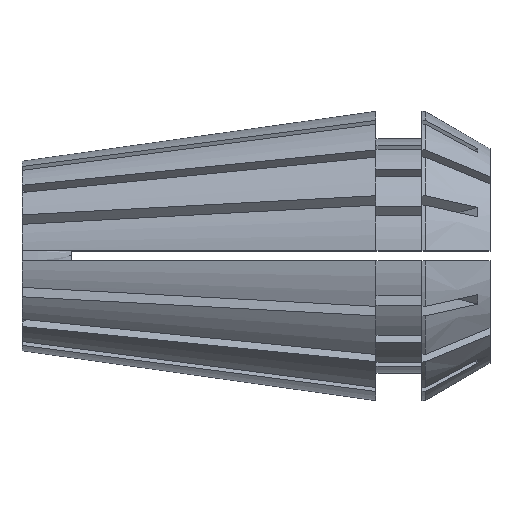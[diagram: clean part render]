
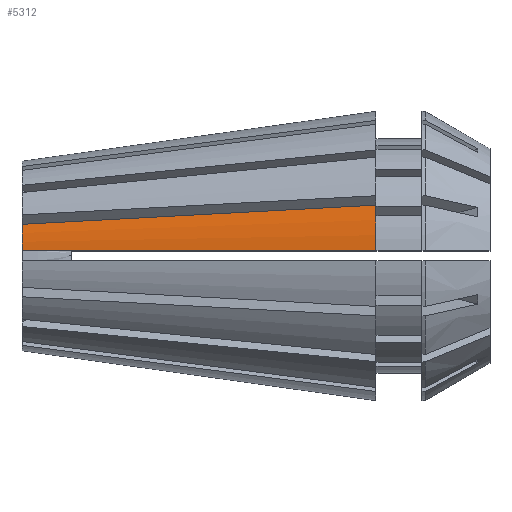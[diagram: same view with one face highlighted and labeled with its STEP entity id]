
A CAD part, top view. The second image highlights one B-rep face of the part: STEP entity #5312.
In plain terms, the highlighted conical face has half-angle 8 degrees and reference radius 8.5 mm.
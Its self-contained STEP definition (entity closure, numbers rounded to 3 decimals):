
#62 = CARTESIAN_POINT ( 'NONE',  ( 14.568, 0.3, 7.619 ) ) ;
#393 = VERTEX_POINT ( 'NONE', #4749 ) ;
#428 = CIRCLE ( 'NONE', #3542, 5.577 ) ;
#634 = DIRECTION ( 'NONE',  ( 0., 0., -1. ) ) ;
#790 = AXIS2_PLACEMENT_3D ( 'NONE', #822, #3865, #1250 ) ;
#822 = CARTESIAN_POINT ( 'NONE',  ( 20.8, 0., 0. ) ) ;
#897 = CARTESIAN_POINT ( 'NONE',  ( 20.8, 0.3, 8.495 ) ) ;
#957 = ORIENTED_EDGE ( 'NONE', *, *, #1439, .F. ) ;
#1067 = B_SPLINE_CURVE_WITH_KNOTS ( 'NONE', 3,
 ( #897, #2596, #62, #3953, #1335, #4381, #1752, #4855, #2193, #5273 ),
 .UNSPECIFIED., .F., .F.,
 ( 4, 3, 3, 4 ),
 ( 0.035, 0.044, 0.054, 0.056 ),
 .UNSPECIFIED. ) ;
#1200 = CIRCLE ( 'NONE', #790, 8.5 ) ;
#1250 = DIRECTION ( 'NONE',  ( 0., 0., 1. ) ) ;
#1256 = ORIENTED_EDGE ( 'NONE', *, *, #2841, .F. ) ;
#1286 = VERTEX_POINT ( 'NONE', #5309 ) ;
#1335 = CARTESIAN_POINT ( 'NONE',  ( 8.105, 0.3, 6.709 ) ) ;
#1416 = CARTESIAN_POINT ( 'NONE',  ( 20.8, 2.974, 7.963 ) ) ;
#1439 = EDGE_CURVE ( 'NONE', #393, #1286, #4525, .T. ) ;
#1466 = CARTESIAN_POINT ( 'NONE',  ( 17.099, 2.775, 7.482 ) ) ;
#1487 = CARTESIAN_POINT ( 'NONE',  ( 13.397, 2.575, 7.001 ) ) ;
#1500 = CARTESIAN_POINT ( 'NONE',  ( 9.696, 2.376, 6.52 ) ) ;
#1710 = CARTESIAN_POINT ( 'NONE',  ( 6.464, 2.202, 6.1 ) ) ;
#1752 = CARTESIAN_POINT ( 'NONE',  ( 1.411, 0.3, 5.768 ) ) ;
#1832 = CARTESIAN_POINT ( 'NONE',  ( 0., 1.854, 5.26 ) ) ;
#2039 = CARTESIAN_POINT ( 'NONE',  ( 0., 0.3, 5.569 ) ) ;
#2138 = CARTESIAN_POINT ( 'NONE',  ( 3.232, 2.028, 5.68 ) ) ;
#2193 = CARTESIAN_POINT ( 'NONE',  ( 0.47, 0.3, 5.635 ) ) ;
#2381 = ORIENTED_EDGE ( 'NONE', *, *, #3030, .F. ) ;
#2596 = CARTESIAN_POINT ( 'NONE',  ( 17.684, 0.3, 8.057 ) ) ;
#2841 = EDGE_CURVE ( 'NONE', #3273, #393, #428, .T. ) ;
#2943 = DIRECTION ( 'NONE',  ( 0., 0., 1. ) ) ;
#3030 = EDGE_CURVE ( 'NONE', #3748, #3273, #1067, .T. ) ;
#3243 = CONICAL_SURFACE ( 'NONE', #4173, 8.5, 0.14 ) ;
#3273 = VERTEX_POINT ( 'NONE', #2039 ) ;
#3409 = DIRECTION ( 'NONE',  ( -1., 0., 0. ) ) ;
#3442 = CARTESIAN_POINT ( 'NONE',  ( 0., 0., 0. ) ) ;
#3542 = AXIS2_PLACEMENT_3D ( 'NONE', #3442, #3409, #2943 ) ;
#3683 = DIRECTION ( 'NONE',  ( 1., 0., 0. ) ) ;
#3748 = VERTEX_POINT ( 'NONE', #4372 ) ;
#3865 = DIRECTION ( 'NONE',  ( -1., 0., 0. ) ) ;
#3953 = CARTESIAN_POINT ( 'NONE',  ( 11.452, 0.3, 7.18 ) ) ;
#4103 = EDGE_CURVE ( 'NONE', #3748, #1286, #1200, .T. ) ;
#4173 = AXIS2_PLACEMENT_3D ( 'NONE', #4987, #3683, #634 ) ;
#4372 = CARTESIAN_POINT ( 'NONE',  ( 20.8, 0.3, 8.495 ) ) ;
#4381 = CARTESIAN_POINT ( 'NONE',  ( 4.758, 0.3, 6.239 ) ) ;
#4525 = B_SPLINE_CURVE_WITH_KNOTS ( 'NONE', 3,
 ( #1832, #2138, #1710, #1500, #1487, #1466, #1416 ),
 .UNSPECIFIED., .F., .F.,
 ( 4, 3, 4 ),
 ( 0., 0.01, 0.021 ),
 .UNSPECIFIED. ) ;
#4530 = FACE_OUTER_BOUND ( 'NONE', #4748, .T. ) ;
#4748 = EDGE_LOOP ( 'NONE', ( #957, #1256, #2381, #4826 ) ) ;
#4749 = CARTESIAN_POINT ( 'NONE',  ( 0., 1.854, 5.26 ) ) ;
#4826 = ORIENTED_EDGE ( 'NONE', *, *, #4103, .T. ) ;
#4855 = CARTESIAN_POINT ( 'NONE',  ( 0.941, 0.3, 5.701 ) ) ;
#4987 = CARTESIAN_POINT ( 'NONE',  ( 20.8, 0., 0. ) ) ;
#5273 = CARTESIAN_POINT ( 'NONE',  ( 0., 0.3, 5.569 ) ) ;
#5309 = CARTESIAN_POINT ( 'NONE',  ( 20.8, 2.974, 7.963 ) ) ;
#5312 = ADVANCED_FACE ( 'NONE', ( #4530 ), #3243, .T. ) ;
